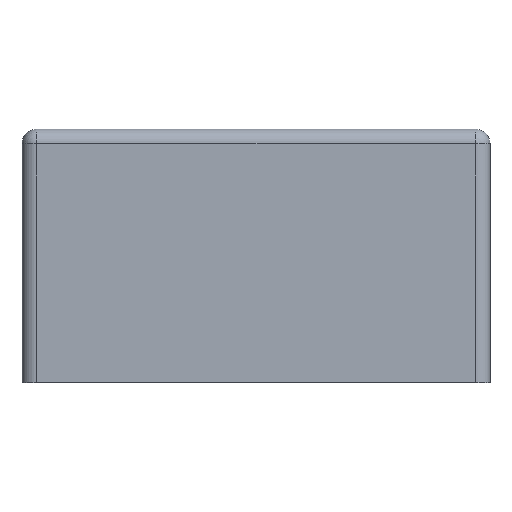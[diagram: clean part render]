
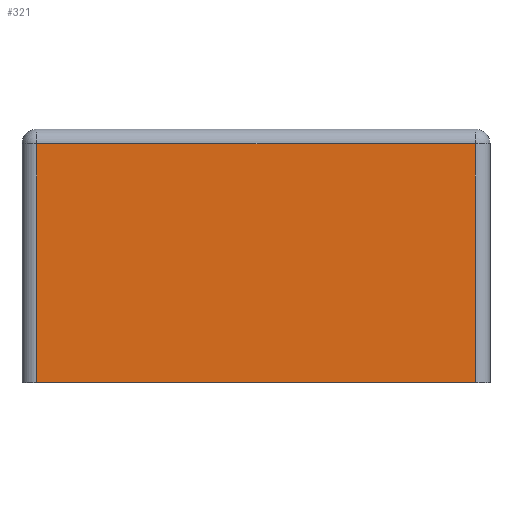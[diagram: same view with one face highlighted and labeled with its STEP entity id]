
A CAD part, top view. The second image highlights one B-rep face of the part: STEP entity #321.
In plain terms, the highlighted planar face has unit normal (0, 0, 1).
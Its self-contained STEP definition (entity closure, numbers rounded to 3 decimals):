
#61 = EDGE_CURVE('',#62,#64,#66,.T.);
#62 = VERTEX_POINT('',#63);
#63 = CARTESIAN_POINT('',(89.,-51.5,25.4));
#64 = VERTEX_POINT('',#65);
#65 = CARTESIAN_POINT('',(-89.,-51.5,25.4));
#66 = LINE('',#67,#68);
#67 = CARTESIAN_POINT('',(95.,-51.5,25.4));
#68 = VECTOR('',#69,1.);
#69 = DIRECTION('',(-1.,0.,0.));
#193 = EDGE_CURVE('',#62,#194,#196,.T.);
#194 = VERTEX_POINT('',#195);
#195 = CARTESIAN_POINT('',(89.,45.5,25.4));
#196 = LINE('',#197,#198);
#197 = CARTESIAN_POINT('',(89.,-51.5,25.4));
#198 = VECTOR('',#199,1.);
#199 = DIRECTION('',(0.,1.,0.));
#321 = ADVANCED_FACE('',(#322),#340,.F.);
#322 = FACE_BOUND('',#323,.F.);
#323 = EDGE_LOOP('',(#324,#325,#333,#339));
#324 = ORIENTED_EDGE('',*,*,#61,.T.);
#325 = ORIENTED_EDGE('',*,*,#326,.T.);
#326 = EDGE_CURVE('',#64,#327,#329,.T.);
#327 = VERTEX_POINT('',#328);
#328 = CARTESIAN_POINT('',(-89.,45.5,25.4));
#329 = LINE('',#330,#331);
#330 = CARTESIAN_POINT('',(-89.,-51.5,25.4));
#331 = VECTOR('',#332,1.);
#332 = DIRECTION('',(0.,1.,0.));
#333 = ORIENTED_EDGE('',*,*,#334,.F.);
#334 = EDGE_CURVE('',#194,#327,#335,.T.);
#335 = LINE('',#336,#337);
#336 = CARTESIAN_POINT('',(95.,45.5,25.4));
#337 = VECTOR('',#338,1.);
#338 = DIRECTION('',(-1.,0.,0.));
#339 = ORIENTED_EDGE('',*,*,#193,.F.);
#340 = PLANE('',#341);
#341 = AXIS2_PLACEMENT_3D('',#342,#343,#344);
#342 = CARTESIAN_POINT('',(95.,-51.5,25.4));
#343 = DIRECTION('',(0.,0.,-1.));
#344 = DIRECTION('',(-1.,0.,0.));
